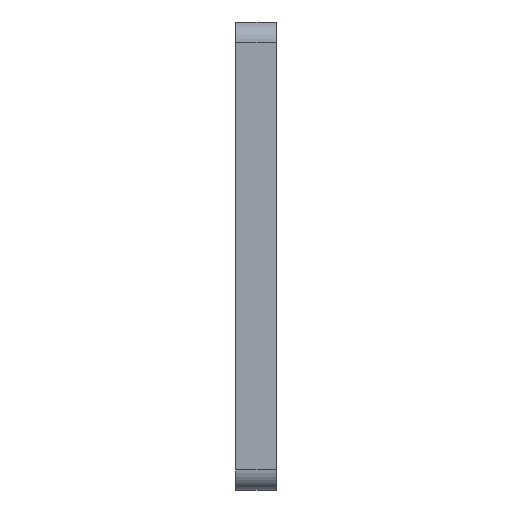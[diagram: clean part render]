
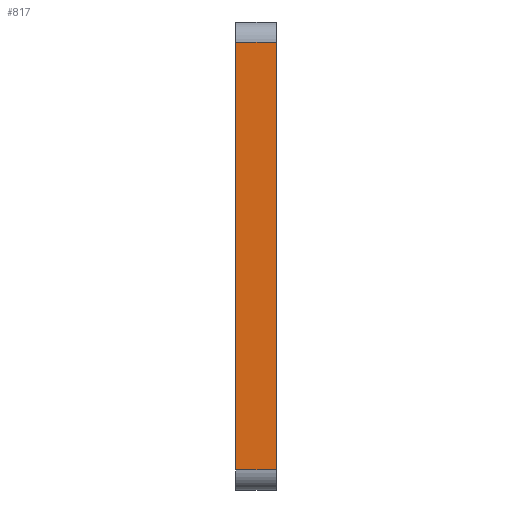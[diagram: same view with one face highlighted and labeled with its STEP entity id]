
A CAD part, left-side view. The second image highlights one B-rep face of the part: STEP entity #817.
In plain terms, the highlighted planar face has unit normal (-1, 0, 0).
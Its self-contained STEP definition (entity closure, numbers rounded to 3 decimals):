
#91 = DIRECTION ( 'NONE',  ( 0., 0., 1. ) ) ;
#94 = DIRECTION ( 'NONE',  ( -1., 0., 0. ) ) ;
#98 = CARTESIAN_POINT ( 'NONE',  ( -18.8, -3., -47.7 ) ) ;
#100 = PLANE ( 'NONE',  #687 ) ;
#116 = CARTESIAN_POINT ( 'NONE',  ( -18.8, -3., -47.7 ) ) ;
#166 = VERTEX_POINT ( 'NONE', #357 ) ;
#171 = CARTESIAN_POINT ( 'NONE',  ( -18.8, 3., -47.7 ) ) ;
#181 = DIRECTION ( 'NONE',  ( 0., 0., -1. ) ) ;
#254 = DIRECTION ( 'NONE',  ( 0., 0., 1. ) ) ;
#256 = DIRECTION ( 'NONE',  ( 0., -1., 0. ) ) ;
#269 = CARTESIAN_POINT ( 'NONE',  ( -18.8, 3., -47.7 ) ) ;
#276 = LINE ( 'NONE', #360, #524 ) ;
#279 = CARTESIAN_POINT ( 'NONE',  ( -18.8, -3., 16.3 ) ) ;
#300 = DIRECTION ( 'NONE',  ( 0., -1., 0. ) ) ;
#320 = CARTESIAN_POINT ( 'NONE',  ( -18.8, -3., 0. ) ) ;
#340 = CARTESIAN_POINT ( 'NONE',  ( -18.8, 3., 16.3 ) ) ;
#341 = ORIENTED_EDGE ( 'NONE', *, *, #791, .T. ) ;
#356 = ORIENTED_EDGE ( 'NONE', *, *, #623, .T. ) ;
#357 = CARTESIAN_POINT ( 'NONE',  ( -18.8, -3., 16.3 ) ) ;
#359 = ORIENTED_EDGE ( 'NONE', *, *, #596, .F. ) ;
#360 = CARTESIAN_POINT ( 'NONE',  ( -18.8, -3., -47.7 ) ) ;
#378 = ORIENTED_EDGE ( 'NONE', *, *, #642, .T. ) ;
#379 = VECTOR ( 'NONE', #181, 1000. ) ;
#388 = VERTEX_POINT ( 'NONE', #340 ) ;
#427 = FACE_OUTER_BOUND ( 'NONE', #916, .T. ) ;
#449 = LINE ( 'NONE', #320, #535 ) ;
#462 = VECTOR ( 'NONE', #300, 1000. ) ;
#484 = VERTEX_POINT ( 'NONE', #116 ) ;
#487 = LINE ( 'NONE', #171, #379 ) ;
#496 = VERTEX_POINT ( 'NONE', #269 ) ;
#524 = VECTOR ( 'NONE', #256, 1000. ) ;
#535 = VECTOR ( 'NONE', #254, 1000. ) ;
#562 = LINE ( 'NONE', #279, #462 ) ;
#596 = EDGE_CURVE ( 'NONE', #388, #166, #562, .T. ) ;
#623 = EDGE_CURVE ( 'NONE', #484, #166, #449, .T. ) ;
#642 = EDGE_CURVE ( 'NONE', #496, #484, #276, .T. ) ;
#687 = AXIS2_PLACEMENT_3D ( 'NONE', #98, #94, #91 ) ;
#791 = EDGE_CURVE ( 'NONE', #388, #496, #487, .T. ) ;
#817 = ADVANCED_FACE ( 'NONE', ( #427 ), #100, .T. ) ;
#916 = EDGE_LOOP ( 'NONE', ( #378, #356, #359, #341 ) ) ;
